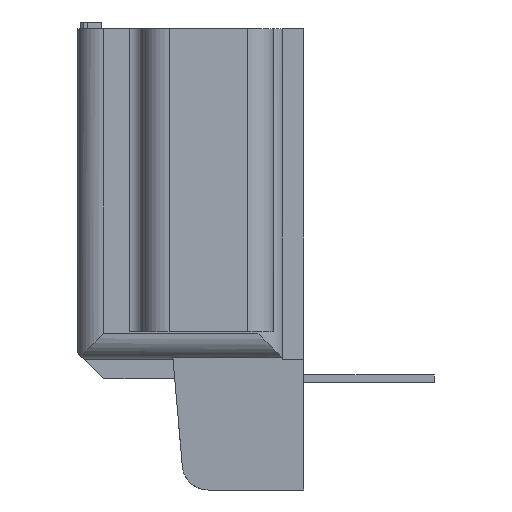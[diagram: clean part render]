
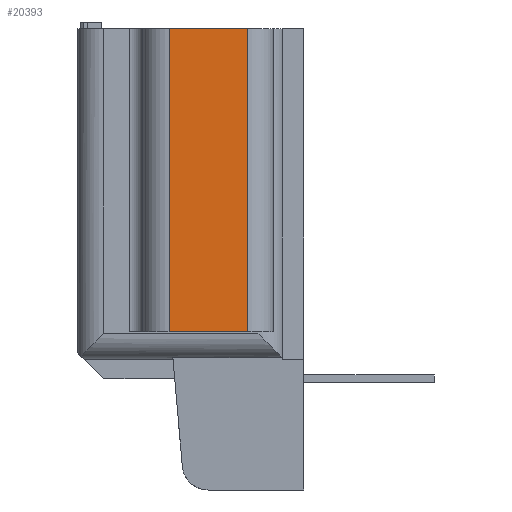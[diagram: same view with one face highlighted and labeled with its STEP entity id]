
A CAD part, left-side view. The second image highlights one B-rep face of the part: STEP entity #20393.
In plain terms, the highlighted planar face has unit normal (-1, 0, 0).
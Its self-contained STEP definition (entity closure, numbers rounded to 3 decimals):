
#16=DIRECTION('',(0.,-1.,0.));
#17=VECTOR('',#16,1.524);
#18=CARTESIAN_POINT('',(-23.85,0.229,0.));
#19=LINE('',#18,#17);
#1452=DIRECTION('',(0.,-1.,0.));
#1453=VECTOR('',#1452,1.524);
#1454=CARTESIAN_POINT('',(-23.85,0.229,-5.893));
#1455=LINE('',#1454,#1453);
#1551=DIRECTION('',(0.,0.,-1.));
#1552=VECTOR('',#1551,5.893);
#1553=CARTESIAN_POINT('',(-23.85,0.229,0.));
#1554=LINE('',#1553,#1552);
#1555=DIRECTION('',(0.,0.,-1.));
#1556=VECTOR('',#1555,5.893);
#1557=CARTESIAN_POINT('',(-23.85,-1.296,0.));
#1558=LINE('',#1557,#1556);
#15578=CARTESIAN_POINT('',(-23.85,0.229,0.));
#15579=VERTEX_POINT('',#15578);
#15580=CARTESIAN_POINT('',(-23.85,-1.296,0.));
#15581=VERTEX_POINT('',#15580);
#15598=CARTESIAN_POINT('',(-23.85,0.229,-5.893));
#15599=VERTEX_POINT('',#15598);
#15600=CARTESIAN_POINT('',(-23.85,-1.296,-5.893));
#15601=VERTEX_POINT('',#15600);
#20381=CARTESIAN_POINT('',(-23.85,0.229,0.));
#20382=DIRECTION('',(-1.,0.,0.));
#20383=DIRECTION('',(0.,-1.,0.));
#20384=AXIS2_PLACEMENT_3D('',#20381,#20382,#20383);
#20385=PLANE('',#20384);
#20386=ORIENTED_EDGE('',*,*,#19136,.T.);
#20388=ORIENTED_EDGE('',*,*,#20387,.T.);
#20389=ORIENTED_EDGE('',*,*,#20276,.F.);
#20390=ORIENTED_EDGE('',*,*,#20374,.F.);
#20391=EDGE_LOOP('',(#20386,#20388,#20389,#20390));
#20392=FACE_OUTER_BOUND('',#20391,.F.);
#19136=EDGE_CURVE('',#15579,#15581,#19,.T.);
#20276=EDGE_CURVE('',#15599,#15601,#1455,.T.);
#20374=EDGE_CURVE('',#15579,#15599,#1554,.T.);
#20387=EDGE_CURVE('',#15581,#15601,#1558,.T.);
#20393=ADVANCED_FACE('',(#20392),#20385,.T.);
